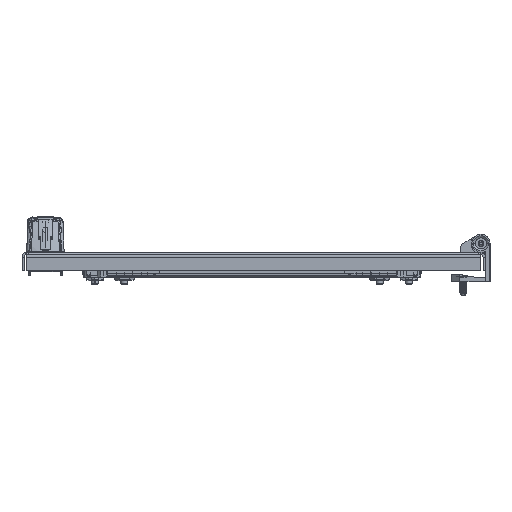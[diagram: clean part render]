
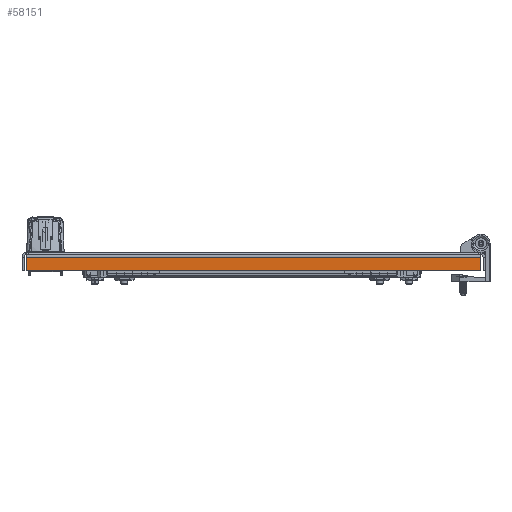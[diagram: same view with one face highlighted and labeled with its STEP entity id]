
A CAD part, front view. The second image highlights one B-rep face of the part: STEP entity #58151.
In plain terms, the highlighted planar face has unit normal (0, -1, 0).
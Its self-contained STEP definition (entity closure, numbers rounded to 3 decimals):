
#9014 = CARTESIAN_POINT ( 'NONE',  ( 193., -895., -4. ) ) ;
#9015 = CARTESIAN_POINT ( 'NONE',  ( 0., -895., -4. ) ) ;
#10153 = CARTESIAN_POINT ( 'NONE',  ( 195., -895., -15.8 ) ) ;
#12411 = LINE ( 'NONE', #33654, #33840 ) ;
#14727 = CARTESIAN_POINT ( 'NONE',  ( 0., -895., 0. ) ) ;
#20398 = ORIENTED_EDGE ( 'NONE', *, *, #29092, .T. ) ;
#20702 = VERTEX_POINT ( 'NONE', #59978 ) ;
#23345 = VERTEX_POINT ( 'NONE', #31381 ) ;
#28031 = FACE_OUTER_BOUND ( 'NONE', #40331, .T. ) ;
#29092 = EDGE_CURVE ( 'NONE', #20702, #62076, #12411, .T. ) ;
#29175 = LINE ( 'NONE', #83598, #79310 ) ;
#31381 = CARTESIAN_POINT ( 'NONE',  ( -193., -895., -15.8 ) ) ;
#32630 = VECTOR ( 'NONE', #37130, 1000. ) ;
#33093 = ORIENTED_EDGE ( 'NONE', *, *, #78849, .F. ) ;
#33654 = CARTESIAN_POINT ( 'NONE',  ( 193., -895., 0. ) ) ;
#33840 = VECTOR ( 'NONE', #81016, 1000. ) ;
#37130 = DIRECTION ( 'NONE',  ( -1., 0., 0. ) ) ;
#40331 = EDGE_LOOP ( 'NONE', ( #20398, #81424, #33093, #74417 ) ) ;
#41755 = DIRECTION ( 'NONE',  ( 1., 0., 0. ) ) ;
#43883 = EDGE_CURVE ( 'NONE', #20702, #23345, #84486, .T. ) ;
#52849 = CARTESIAN_POINT ( 'NONE',  ( -193., -895., -4. ) ) ;
#56748 = PLANE ( 'NONE',  #73053 ) ;
#57223 = LINE ( 'NONE', #9015, #76159 ) ;
#58151 = ADVANCED_FACE ( 'NONE', ( #28031 ), #56748, .F. ) ;
#59978 = CARTESIAN_POINT ( 'NONE',  ( 193., -895., -15.8 ) ) ;
#60196 = VERTEX_POINT ( 'NONE', #52849 ) ;
#62076 = VERTEX_POINT ( 'NONE', #9014 ) ;
#62084 = DIRECTION ( 'NONE',  ( 0., 0., 1. ) ) ;
#62524 = DIRECTION ( 'NONE',  ( 0., 1., 0. ) ) ;
#73053 = AXIS2_PLACEMENT_3D ( 'NONE', #14727, #62524, #62084 ) ;
#74417 = ORIENTED_EDGE ( 'NONE', *, *, #43883, .F. ) ;
#75235 = EDGE_CURVE ( 'NONE', #60196, #62076, #57223, .T. ) ;
#76159 = VECTOR ( 'NONE', #41755, 1000. ) ;
#78849 = EDGE_CURVE ( 'NONE', #23345, #60196, #29175, .T. ) ;
#79310 = VECTOR ( 'NONE', #84893, 1000. ) ;
#81016 = DIRECTION ( 'NONE',  ( 0., 0., 1. ) ) ;
#81424 = ORIENTED_EDGE ( 'NONE', *, *, #75235, .F. ) ;
#83598 = CARTESIAN_POINT ( 'NONE',  ( -193., -895., 0. ) ) ;
#84486 = LINE ( 'NONE', #10153, #32630 ) ;
#84893 = DIRECTION ( 'NONE',  ( 0., 0., 1. ) ) ;
